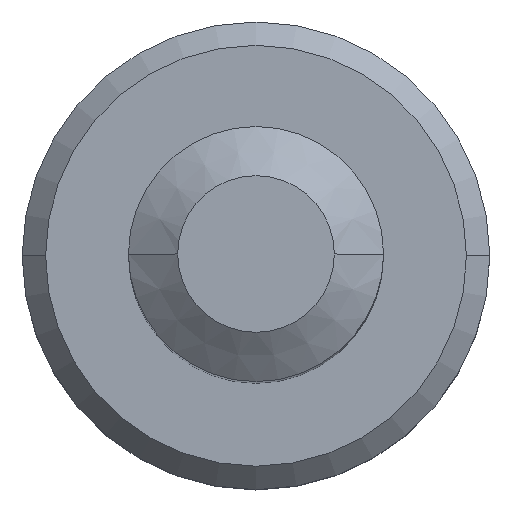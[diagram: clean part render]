
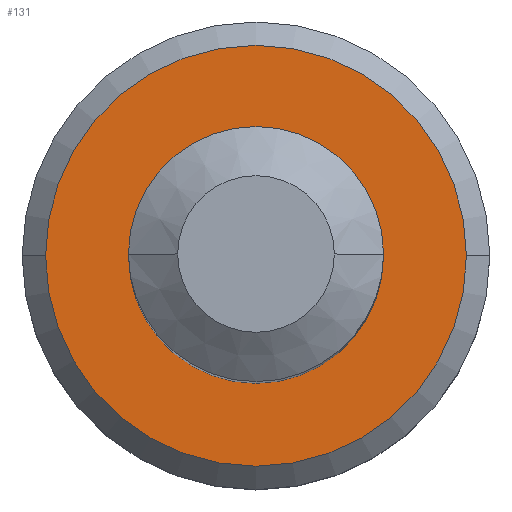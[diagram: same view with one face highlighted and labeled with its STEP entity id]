
A CAD part, top view. The second image highlights one B-rep face of the part: STEP entity #131.
In plain terms, the highlighted planar face has unit normal (0, 0, 1).
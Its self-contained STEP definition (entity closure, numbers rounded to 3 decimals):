
#3 = CIRCLE ( 'NONE', #413, 2.475 ) ;
#4 = ORIENTED_EDGE ( 'NONE', *, *, #79, .F. ) ;
#45 = CIRCLE ( 'NONE', #571, 1.5 ) ;
#60 = DIRECTION ( 'NONE',  ( 0., 0., 1. ) ) ;
#79 = EDGE_CURVE ( 'NONE', #404, #471, #45, .T. ) ;
#105 = DIRECTION ( 'NONE',  ( -1., 0., 0. ) ) ;
#131 = ADVANCED_FACE ( 'NONE', ( #419, #177 ), #472, .F. ) ;
#141 = CIRCLE ( 'NONE', #690, 2.475 ) ;
#174 = CARTESIAN_POINT ( 'NONE',  ( -1.5, 0., -12. ) ) ;
#177 = FACE_BOUND ( 'NONE', #735, .T. ) ;
#181 = DIRECTION ( 'NONE',  ( -1., 0., 0. ) ) ;
#192 = EDGE_CURVE ( 'NONE', #556, #411, #3, .T. ) ;
#193 = CARTESIAN_POINT ( 'NONE',  ( 0., 0., -12. ) ) ;
#212 = ORIENTED_EDGE ( 'NONE', *, *, #634, .T. ) ;
#274 = EDGE_CURVE ( 'NONE', #471, #404, #705, .T. ) ;
#289 = CARTESIAN_POINT ( 'NONE',  ( 0., 0., -12. ) ) ;
#307 = DIRECTION ( 'NONE',  ( -1., 0., 0. ) ) ;
#334 = DIRECTION ( 'NONE',  ( 0., 0., 1. ) ) ;
#372 = ORIENTED_EDGE ( 'NONE', *, *, #192, .T. ) ;
#374 = DIRECTION ( 'NONE',  ( 0., 0., 1. ) ) ;
#389 = CARTESIAN_POINT ( 'NONE',  ( 2.475, 0., -12. ) ) ;
#404 = VERTEX_POINT ( 'NONE', #665 ) ;
#411 = VERTEX_POINT ( 'NONE', #389 ) ;
#413 = AXIS2_PLACEMENT_3D ( 'NONE', #723, #374, #432 ) ;
#419 = FACE_OUTER_BOUND ( 'NONE', #656, .T. ) ;
#420 = ORIENTED_EDGE ( 'NONE', *, *, #274, .F. ) ;
#432 = DIRECTION ( 'NONE',  ( -1., 0., 0. ) ) ;
#444 = CARTESIAN_POINT ( 'NONE',  ( 0., 0., -12. ) ) ;
#449 = AXIS2_PLACEMENT_3D ( 'NONE', #193, #475, #307 ) ;
#471 = VERTEX_POINT ( 'NONE', #174 ) ;
#472 = PLANE ( 'NONE',  #449 ) ;
#475 = DIRECTION ( 'NONE',  ( 0., 0., -1. ) ) ;
#511 = DIRECTION ( 'NONE',  ( 0., 0., 1. ) ) ;
#514 = CARTESIAN_POINT ( 'NONE',  ( 0., 0., -12. ) ) ;
#533 = AXIS2_PLACEMENT_3D ( 'NONE', #444, #334, #105 ) ;
#556 = VERTEX_POINT ( 'NONE', #568 ) ;
#568 = CARTESIAN_POINT ( 'NONE',  ( -2.475, 0., -12. ) ) ;
#571 = AXIS2_PLACEMENT_3D ( 'NONE', #289, #60, #684 ) ;
#634 = EDGE_CURVE ( 'NONE', #411, #556, #141, .T. ) ;
#656 = EDGE_LOOP ( 'NONE', ( #372, #212 ) ) ;
#665 = CARTESIAN_POINT ( 'NONE',  ( 1.5, 0., -12. ) ) ;
#684 = DIRECTION ( 'NONE',  ( -1., 0., 0. ) ) ;
#690 = AXIS2_PLACEMENT_3D ( 'NONE', #514, #511, #181 ) ;
#705 = CIRCLE ( 'NONE', #533, 1.5 ) ;
#723 = CARTESIAN_POINT ( 'NONE',  ( 0., 0., -12. ) ) ;
#735 = EDGE_LOOP ( 'NONE', ( #4, #420 ) ) ;
